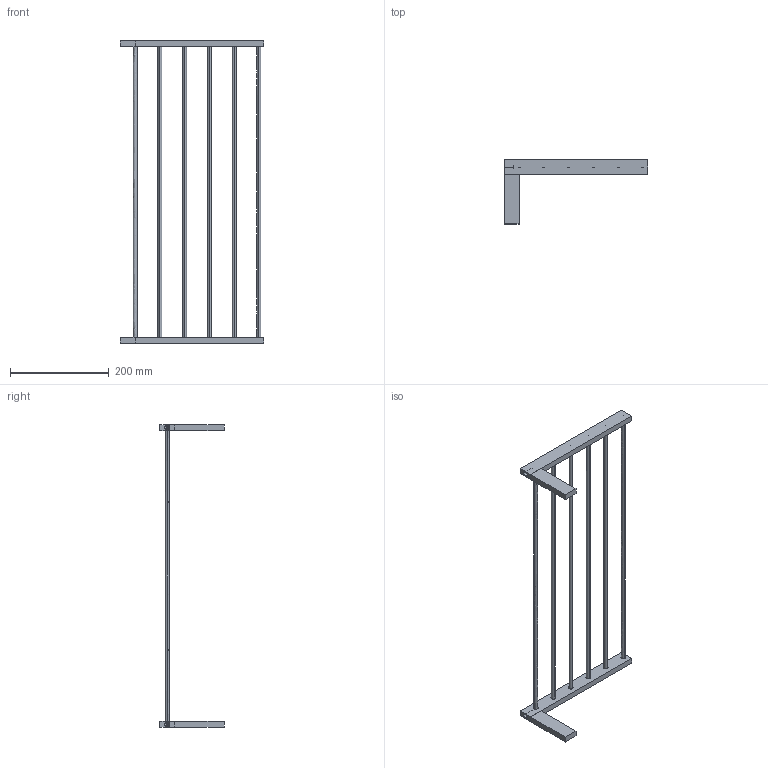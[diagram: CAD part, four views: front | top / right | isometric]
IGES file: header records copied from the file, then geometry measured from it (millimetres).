
Start section: START RECORD GO HERE.
Global section: file name: QU090300.igs; native system: DASSAULT SYSTEMES CATIA Version 5-6 Release 2020 - www.3ds.com; preprocessor: V5-6R2020_5.30.2.0.05-20-2020.20.00; author: ute07; organization: CISALNT1; date: 20201201.144345; units: millimetre
Bounding box: 290 x 130 x 612 mm (x, y, z)
Surface area: 165174.2 mm2 (no closed solid volume)
Topology: 0 solids, 0 shells, 248 faces, 1064 edges, 1040 vertices
Faces by surface type: revolution 164, plane 84
